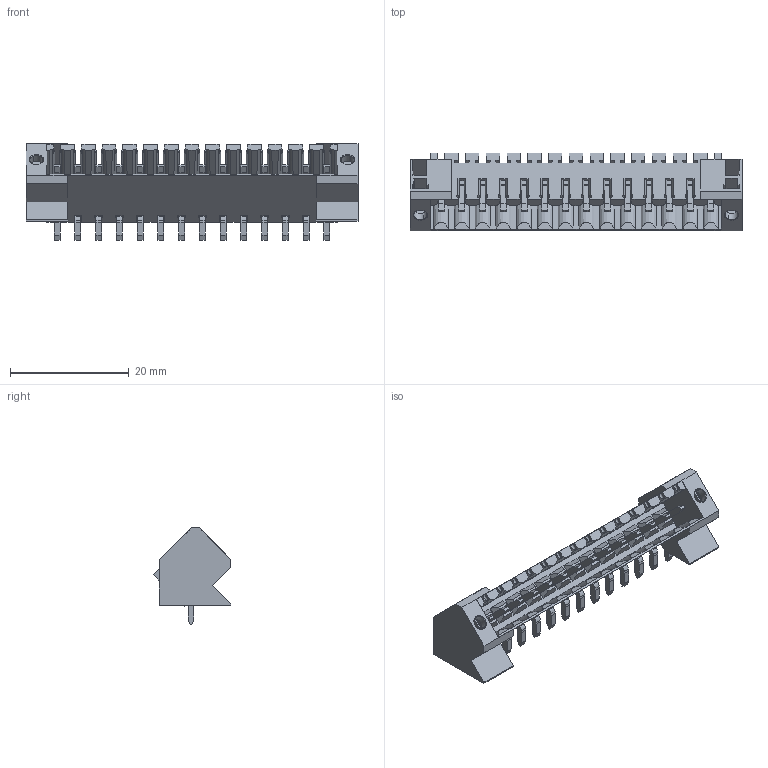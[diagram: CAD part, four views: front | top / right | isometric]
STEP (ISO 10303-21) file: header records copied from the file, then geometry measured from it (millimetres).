
FILE_DESCRIPTION(('CATIA V5 STEP Exchange','CAx-IF Rec.Pracs.--- Model Styling and Organization---1.2---2011-12-15'),'2;1');
FILE_NAME ('D1454209_0_1643450000_1643450000.stp','2018-10-10T07:29:13+00:00',('none'),('Weidmueller'),'CATIA Version 5-6 Release 2014','CATIA V5 STEP AP214','none');
FILE_SCHEMA(('AUTOMOTIVE_DESIGN { 1 0 10303 214 1 1 1 1 }'));
Length unit declared in the file: millimetre
Products named in the file (1): 1643450000
Bounding box: 56 x 13.15 x 16.23 mm (x, y, z)
Volume: 2535.2 mm3; surface area: 5576.9 mm2
Topology: 15 solids, 15 shells, 1148 faces, 3313 edges, 2197 vertices
Faces by surface type: plane 960, cylinder 170, cone 18
Entity records: 35089 total; most frequent: CARTESIAN_POINT 7948, ORIENTED_EDGE 6626, DIRECTION 4051, EDGE_CURVE 3313, VECTOR 2687, LINE 2687, VERTEX_POINT 2197, EDGE_LOOP 1182
